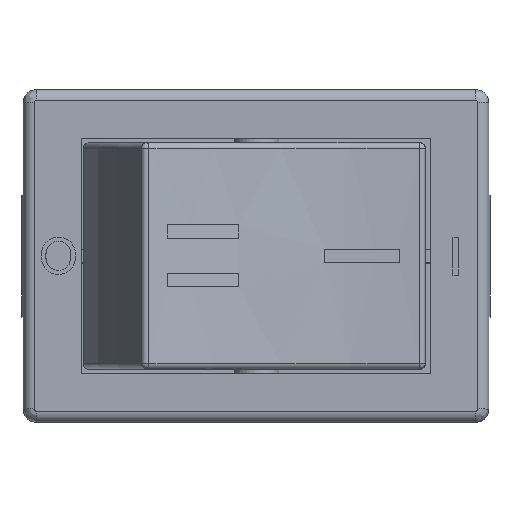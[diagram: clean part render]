
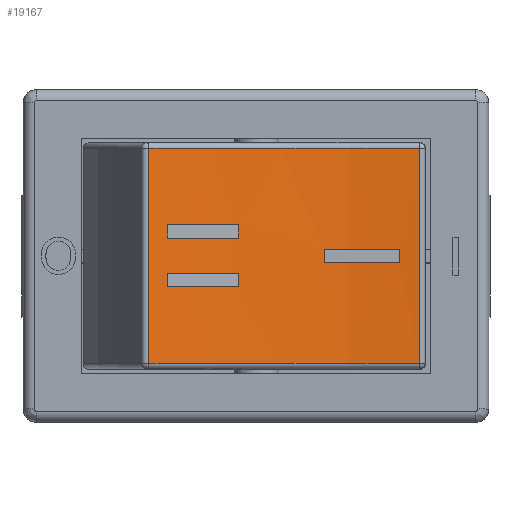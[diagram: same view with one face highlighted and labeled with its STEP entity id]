
A CAD part, top view. The second image highlights one B-rep face of the part: STEP entity #19167.
In plain terms, the highlighted cylindrical face has radius 28.877 mm (diameter 57.753 mm), a partial arc.
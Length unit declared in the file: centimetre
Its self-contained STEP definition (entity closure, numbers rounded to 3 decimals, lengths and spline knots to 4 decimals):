
#1083=FACE_BOUND('',#2514,.T.);
#1084=FACE_BOUND('',#2515,.T.);
#1085=FACE_BOUND('',#2516,.T.);
#1189=CIRCLE('',#20222,2.8877);
#1190=CIRCLE('',#20225,2.8877);
#1191=CIRCLE('',#20229,2.8877);
#1192=CIRCLE('',#20232,2.8877);
#1193=CIRCLE('',#20236,2.8877);
#1194=CIRCLE('',#20239,2.8877);
#1226=CIRCLE('',#20294,2.8877);
#1230=CIRCLE('',#20300,2.8877);
#1306=CYLINDRICAL_SURFACE('',#20310,2.8877);
#1428=FACE_OUTER_BOUND('',#2513,.T.);
#2513=EDGE_LOOP('',(#13244,#13245,#13246,#13247));
#2514=EDGE_LOOP('',(#13248,#13249,#13250,#13251));
#2515=EDGE_LOOP('',(#13252,#13253,#13254,#13255));
#2516=EDGE_LOOP('',(#13256,#13257,#13258,#13259));
#3833=LINE('',#25601,#5933);
#3836=LINE('',#25608,#5936);
#3839=LINE('',#25665,#5939);
#3842=LINE('',#25672,#5942);
#3845=LINE('',#25738,#5945);
#3848=LINE('',#25745,#5948);
#3880=LINE('',#25871,#5980);
#3882=LINE('',#25889,#5982);
#5933=VECTOR('',#21404,1.);
#5936=VECTOR('',#21413,1.);
#5939=VECTOR('',#21424,1.);
#5942=VECTOR('',#21433,1.);
#5945=VECTOR('',#21444,1.);
#5948=VECTOR('',#21453,1.);
#5980=VECTOR('',#21581,1.);
#5982=VECTOR('',#21615,1.);
#8035=VERTEX_POINT('',#25594);
#8036=VERTEX_POINT('',#25595);
#8037=VERTEX_POINT('',#25600);
#8038=VERTEX_POINT('',#25604);
#8043=VERTEX_POINT('',#25658);
#8044=VERTEX_POINT('',#25659);
#8045=VERTEX_POINT('',#25664);
#8046=VERTEX_POINT('',#25668);
#8051=VERTEX_POINT('',#25731);
#8052=VERTEX_POINT('',#25732);
#8053=VERTEX_POINT('',#25737);
#8054=VERTEX_POINT('',#25741);
#8091=VERTEX_POINT('',#25845);
#8093=VERTEX_POINT('',#25850);
#8097=VERTEX_POINT('',#25859);
#8099=VERTEX_POINT('',#25864);
#10020=EDGE_CURVE('',#8035,#8036,#1189,.T.);
#10023=EDGE_CURVE('',#8037,#8035,#3833,.T.);
#10025=EDGE_CURVE('',#8038,#8037,#1190,.T.);
#10027=EDGE_CURVE('',#8036,#8038,#3836,.T.);
#10032=EDGE_CURVE('',#8043,#8044,#1191,.T.);
#10035=EDGE_CURVE('',#8045,#8043,#3839,.T.);
#10037=EDGE_CURVE('',#8046,#8045,#1192,.T.);
#10039=EDGE_CURVE('',#8044,#8046,#3842,.T.);
#10044=EDGE_CURVE('',#8051,#8052,#1193,.T.);
#10047=EDGE_CURVE('',#8053,#8051,#3845,.T.);
#10049=EDGE_CURVE('',#8054,#8053,#1194,.T.);
#10051=EDGE_CURVE('',#8052,#8054,#3848,.T.);
#10111=EDGE_CURVE('',#8099,#8097,#3880,.T.);
#10115=EDGE_CURVE('',#8093,#8099,#1226,.T.);
#10119=EDGE_CURVE('',#8097,#8091,#1230,.T.);
#10123=EDGE_CURVE('',#8091,#8093,#3882,.T.);
#13244=ORIENTED_EDGE('',*,*,#10111,.F.);
#13245=ORIENTED_EDGE('',*,*,#10115,.F.);
#13246=ORIENTED_EDGE('',*,*,#10123,.F.);
#13247=ORIENTED_EDGE('',*,*,#10119,.F.);
#13248=ORIENTED_EDGE('',*,*,#10020,.T.);
#13249=ORIENTED_EDGE('',*,*,#10027,.T.);
#13250=ORIENTED_EDGE('',*,*,#10025,.T.);
#13251=ORIENTED_EDGE('',*,*,#10023,.T.);
#13252=ORIENTED_EDGE('',*,*,#10032,.T.);
#13253=ORIENTED_EDGE('',*,*,#10039,.T.);
#13254=ORIENTED_EDGE('',*,*,#10037,.T.);
#13255=ORIENTED_EDGE('',*,*,#10035,.T.);
#13256=ORIENTED_EDGE('',*,*,#10044,.T.);
#13257=ORIENTED_EDGE('',*,*,#10051,.T.);
#13258=ORIENTED_EDGE('',*,*,#10049,.T.);
#13259=ORIENTED_EDGE('',*,*,#10047,.T.);
#19167=ADVANCED_FACE('',(#1428,#1083,#1084,#1085),#1306,.F.);
#20222=AXIS2_PLACEMENT_3D('',#25596,#21398,#21399);
#20225=AXIS2_PLACEMENT_3D('',#25605,#21408,#21409);
#20229=AXIS2_PLACEMENT_3D('',#25660,#21418,#21419);
#20232=AXIS2_PLACEMENT_3D('',#25669,#21428,#21429);
#20236=AXIS2_PLACEMENT_3D('',#25733,#21438,#21439);
#20239=AXIS2_PLACEMENT_3D('',#25742,#21448,#21449);
#20294=AXIS2_PLACEMENT_3D('',#25877,#21592,#21593);
#20300=AXIS2_PLACEMENT_3D('',#25883,#21604,#21605);
#20310=AXIS2_PLACEMENT_3D('',#25895,#21626,#21627);
#21398=DIRECTION('center_axis',(0.,-1.,0.));
#21399=DIRECTION('ref_axis',(-0.006,0.,
-1.));
#21404=DIRECTION('',(0.,1.,0.));
#21408=DIRECTION('center_axis',(0.,1.,0.));
#21409=DIRECTION('ref_axis',(-0.006,0.,
-1.));
#21413=DIRECTION('',(0.,-1.,0.));
#21418=DIRECTION('center_axis',(0.,-1.,0.));
#21419=DIRECTION('ref_axis',(-0.006,0.,
-1.));
#21424=DIRECTION('',(0.,1.,0.));
#21428=DIRECTION('center_axis',(0.,1.,0.));
#21429=DIRECTION('ref_axis',(-0.006,0.,
-1.));
#21433=DIRECTION('',(0.,-1.,0.));
#21438=DIRECTION('center_axis',(0.,-1.,0.));
#21439=DIRECTION('ref_axis',(-0.006,0.,
-1.));
#21444=DIRECTION('',(0.,1.,0.));
#21448=DIRECTION('center_axis',(0.,1.,0.));
#21449=DIRECTION('ref_axis',(-0.006,0.,
-1.));
#21453=DIRECTION('',(0.,-1.,0.));
#21581=DIRECTION('',(0.,-1.,0.));
#21592=DIRECTION('center_axis',(0.,-1.,0.));
#21593=DIRECTION('ref_axis',(-0.231,0.,-0.973));
#21604=DIRECTION('center_axis',(0.,1.,0.));
#21605=DIRECTION('ref_axis',(-0.231,0.,-0.973));
#21615=DIRECTION('',(0.,1.,0.));
#21626=DIRECTION('center_axis',(0.,-1.,0.));
#21627=DIRECTION('ref_axis',(-0.006,0.,
-1.));
#25594=CARTESIAN_POINT('',(-0.399,0.14,1.9283));
#25595=CARTESIAN_POINT('',(-0.0811,0.14,1.8083));
#25596=CARTESIAN_POINT('Origin',(0.7785,0.14,4.565));
#25600=CARTESIAN_POINT('',(-0.399,0.08,1.9283));
#25601=CARTESIAN_POINT('',(-0.399,0.51,1.9283));
#25604=CARTESIAN_POINT('',(-0.0811,0.08,1.8083));
#25605=CARTESIAN_POINT('Origin',(0.7785,0.08,4.565));
#25608=CARTESIAN_POINT('',(-0.0811,0.51,1.8083));
#25658=CARTESIAN_POINT('',(0.3078,0.03,1.716));
#25659=CARTESIAN_POINT('',(0.6457,0.03,1.6804));
#25660=CARTESIAN_POINT('Origin',(0.7785,0.03,4.565));
#25664=CARTESIAN_POINT('',(0.3078,-0.03,1.716));
#25665=CARTESIAN_POINT('',(0.3078,0.51,1.716));
#25668=CARTESIAN_POINT('',(0.6457,-0.03,1.6804));
#25669=CARTESIAN_POINT('Origin',(0.7785,-0.03,
4.565));
#25672=CARTESIAN_POINT('',(0.6457,0.51,1.6804));
#25731=CARTESIAN_POINT('',(-0.399,-0.08,1.9283));
#25732=CARTESIAN_POINT('',(-0.0811,-0.08,1.8083));
#25733=CARTESIAN_POINT('Origin',(0.7785,-0.08,4.565));
#25737=CARTESIAN_POINT('',(-0.399,-0.14,1.9283));
#25738=CARTESIAN_POINT('',(-0.399,0.51,1.9283));
#25741=CARTESIAN_POINT('',(-0.0811,-0.14,1.8083));
#25742=CARTESIAN_POINT('Origin',(0.7785,-0.14,4.565));
#25745=CARTESIAN_POINT('',(-0.0811,0.51,1.8083));
#25845=CARTESIAN_POINT('',(-0.4828,-0.485,1.9674));
#25850=CARTESIAN_POINT('',(-0.4828,0.485,1.9674));
#25859=CARTESIAN_POINT('',(0.7381,-0.485,1.6777));
#25864=CARTESIAN_POINT('',(0.7381,0.485,1.6777));
#25871=CARTESIAN_POINT('',(0.7381,0.51,1.6777));
#25877=CARTESIAN_POINT('Origin',(0.7785,0.485,4.565));
#25883=CARTESIAN_POINT('Origin',(0.7785,-0.485,4.565));
#25889=CARTESIAN_POINT('',(-0.4828,0.51,1.9674));
#25895=CARTESIAN_POINT('Origin',(0.7785,0.51,4.565));
